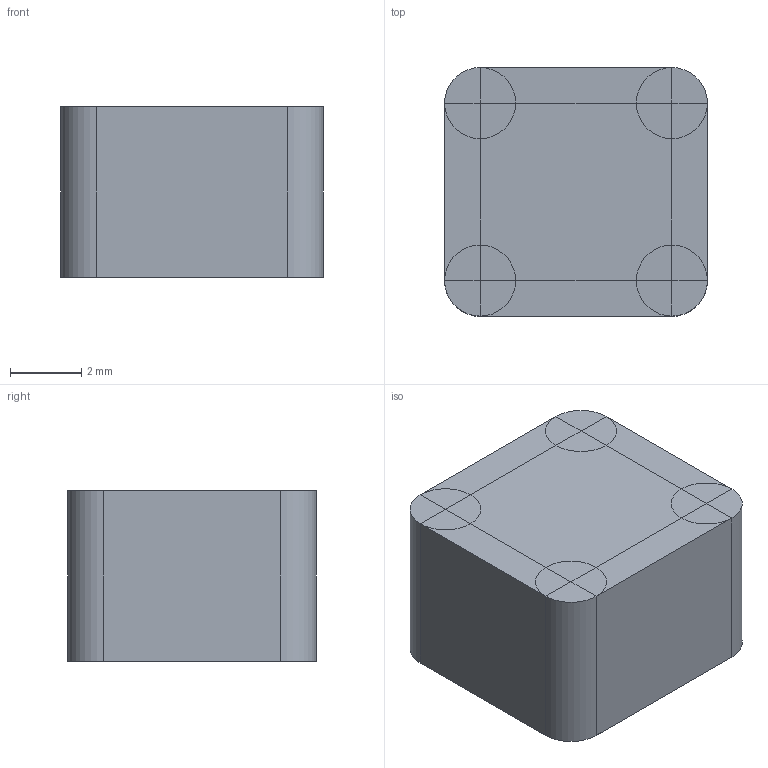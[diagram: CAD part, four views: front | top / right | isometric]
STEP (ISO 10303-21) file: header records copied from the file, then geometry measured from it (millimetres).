
FILE_DESCRIPTION(('FreeCAD Model'),'2;1');
FILE_NAME('Open CASCADE Shape Model','2021-04-23T19:31:08',('Author'),( ''),'Open CASCADE STEP processor 7.5','FreeCAD','Unknown');
FILE_SCHEMA(('AUTOMOTIVE_DESIGN { 1 0 10303 214 1 1 1 1 }'));
Length unit declared in the file: millimetre
Products named in the file (1): union
Bounding box: 7.4 x 7 x 4.8 mm (x, y, z)
Volume: 244.5 mm3; surface area: 231.9 mm2
Topology: 1 solids, 1 shells, 50 faces, 88 edges, 40 vertices
Faces by surface type: plane 46, cylinder 4
Entity records: 1158 total; most frequent: DIRECTION 222, CARTESIAN_POINT 179, ORIENTED_EDGE 176, EDGE_CURVE 88, AXIS2_PLACEMENT_3D 83, LINE 56, VECTOR 56, ADVANCED_FACE 50
